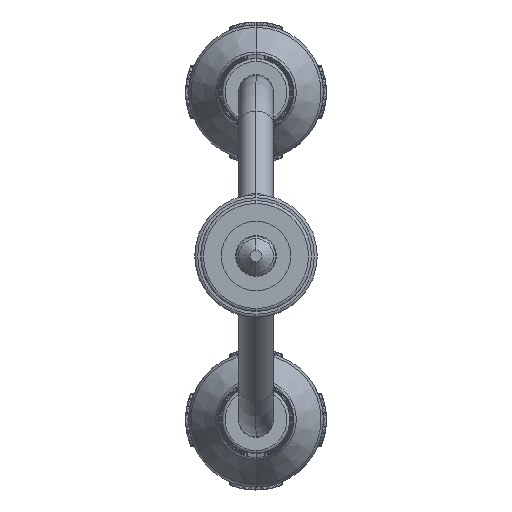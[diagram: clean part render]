
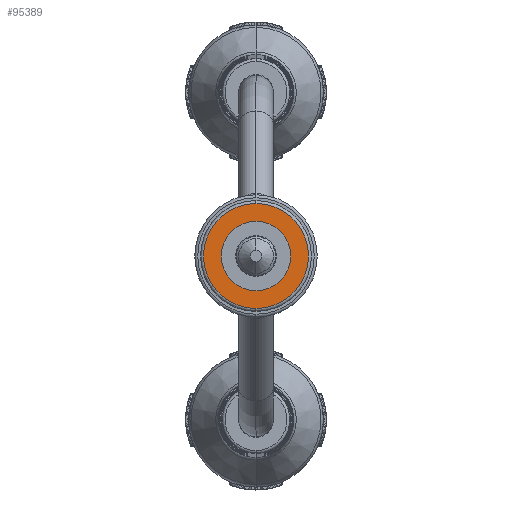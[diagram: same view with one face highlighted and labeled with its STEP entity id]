
A CAD part, left-side view. The second image highlights one B-rep face of the part: STEP entity #95389.
In plain terms, the highlighted face is planar.
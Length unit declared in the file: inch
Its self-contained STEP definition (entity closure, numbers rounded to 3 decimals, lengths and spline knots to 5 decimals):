
#421 = EDGE_CURVE ( 'NONE', #108633, #24630, #36757, .T. ) ;
#3072 = EDGE_LOOP ( 'NONE', ( #26455, #78344 ) ) ;
#11175 = FACE_BOUND ( 'NONE', #58101, .T. ) ;
#20700 = DIRECTION ( 'NONE',  ( 0., 0., -1. ) ) ;
#23628 = EDGE_CURVE ( 'NONE', #24630, #108633, #54349, .T. ) ;
#24630 = VERTEX_POINT ( 'NONE', #85962 ) ;
#26455 = ORIENTED_EDGE ( 'NONE', *, *, #82142, .T. ) ;
#31602 = AXIS2_PLACEMENT_3D ( 'NONE', #51964, #61157, #102961 ) ;
#35588 = AXIS2_PLACEMENT_3D ( 'NONE', #36674, #47142, #99028 ) ;
#35959 = CARTESIAN_POINT ( 'NONE',  ( 0., 0., 0. ) ) ;
#36674 = CARTESIAN_POINT ( 'NONE',  ( 0., 0., 0. ) ) ;
#36757 = CIRCLE ( 'NONE', #35588, 0.0885 ) ;
#43467 = CARTESIAN_POINT ( 'NONE',  ( -0.179, 0., 0. ) ) ;
#46672 = DIRECTION ( 'NONE',  ( -1., 0., 0. ) ) ;
#47142 = DIRECTION ( 'NONE',  ( 0., 0., 1. ) ) ;
#51964 = CARTESIAN_POINT ( 'NONE',  ( 0., 0., 0. ) ) ;
#52503 = CIRCLE ( 'NONE', #31602, 0.179 ) ;
#54349 = CIRCLE ( 'NONE', #103692, 0.0885 ) ;
#56001 = CARTESIAN_POINT ( 'NONE',  ( 0.179, 0., 0. ) ) ;
#58013 = ORIENTED_EDGE ( 'NONE', *, *, #421, .F. ) ;
#58101 = EDGE_LOOP ( 'NONE', ( #90260, #58013 ) ) ;
#61157 = DIRECTION ( 'NONE',  ( 0., 0., 1. ) ) ;
#64893 = AXIS2_PLACEMENT_3D ( 'NONE', #68084, #110327, #46672 ) ;
#68084 = CARTESIAN_POINT ( 'NONE',  ( 0., 0., 0. ) ) ;
#70802 = PLANE ( 'NONE',  #118412 ) ;
#71240 = DIRECTION ( 'NONE',  ( -1., 0., 0. ) ) ;
#76963 = DIRECTION ( 'NONE',  ( 0., 0., 1. ) ) ;
#78344 = ORIENTED_EDGE ( 'NONE', *, *, #122443, .T. ) ;
#81294 = CARTESIAN_POINT ( 'NONE',  ( 0.189, 0., 0. ) ) ;
#82142 = EDGE_CURVE ( 'NONE', #97777, #110494, #52503, .T. ) ;
#85962 = CARTESIAN_POINT ( 'NONE',  ( 0.0885, 0., 0. ) ) ;
#87382 = DIRECTION ( 'NONE',  ( 1., 0., 0. ) ) ;
#90260 = ORIENTED_EDGE ( 'NONE', *, *, #23628, .F. ) ;
#95389 = ADVANCED_FACE ( 'NONE', ( #128357, #11175 ), #70802, .F. ) ;
#97777 = VERTEX_POINT ( 'NONE', #43467 ) ;
#99028 = DIRECTION ( 'NONE',  ( 1., 0., 0. ) ) ;
#102961 = DIRECTION ( 'NONE',  ( -1., 0., 0. ) ) ;
#103692 = AXIS2_PLACEMENT_3D ( 'NONE', #35959, #76963, #87382 ) ;
#104661 = CIRCLE ( 'NONE', #64893, 0.179 ) ;
#108633 = VERTEX_POINT ( 'NONE', #111551 ) ;
#110327 = DIRECTION ( 'NONE',  ( 0., 0., 1. ) ) ;
#110494 = VERTEX_POINT ( 'NONE', #56001 ) ;
#111551 = CARTESIAN_POINT ( 'NONE',  ( -0.0885, 0., 0. ) ) ;
#118412 = AXIS2_PLACEMENT_3D ( 'NONE', #81294, #20700, #71240 ) ;
#122443 = EDGE_CURVE ( 'NONE', #110494, #97777, #104661, .T. ) ;
#128357 = FACE_OUTER_BOUND ( 'NONE', #3072, .T. ) ;
